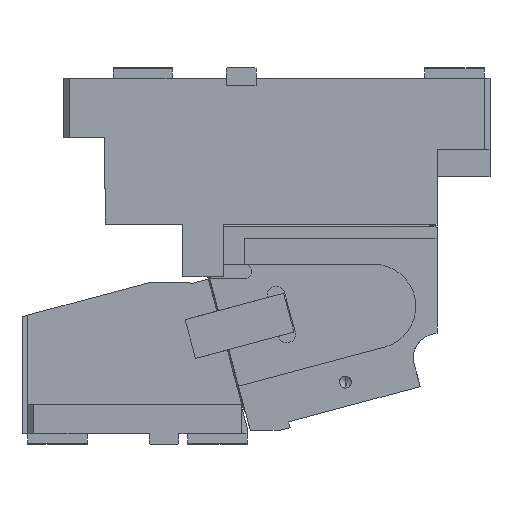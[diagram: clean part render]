
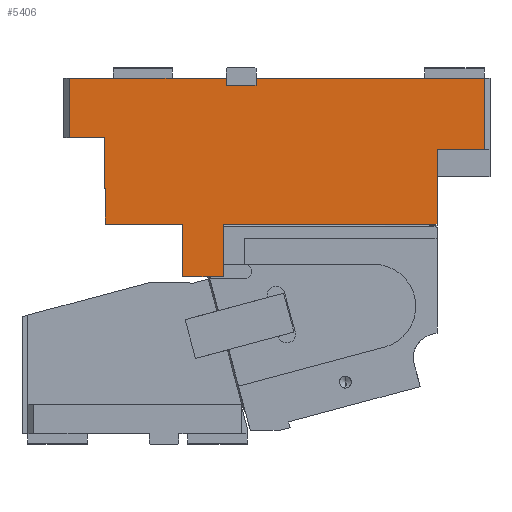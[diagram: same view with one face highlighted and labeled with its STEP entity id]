
A CAD part, front view. The second image highlights one B-rep face of the part: STEP entity #5406.
In plain terms, the highlighted planar face has unit normal (0, -1, 0).
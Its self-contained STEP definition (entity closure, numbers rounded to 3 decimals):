
#382=CARTESIAN_POINT('Vertex',(5.,-82.5,0.)) ;
#385=CARTESIAN_POINT('Line Origine',(71.25,-82.5,0.)) ;
#389=CARTESIAN_POINT('Vertex',(137.5,-82.5,0.)) ;
#1679=CARTESIAN_POINT('Vertex',(5.,-82.5,-50.)) ;
#1682=CARTESIAN_POINT('Line Origine',(5.,-82.5,-25.)) ;
#1778=CARTESIAN_POINT('Line Origine',(137.5,-82.5,-3.)) ;
#1782=CARTESIAN_POINT('Vertex',(137.5,-82.5,-6.)) ;
#1806=CARTESIAN_POINT('Vertex',(162.5,-82.5,0.)) ;
#1820=CARTESIAN_POINT('Vertex',(162.5,-82.5,-6.)) ;
#1823=CARTESIAN_POINT('Line Origine',(162.5,-82.5,-3.)) ;
#1840=CARTESIAN_POINT('Line Origine',(150.,-82.5,-6.)) ;
#3161=CARTESIAN_POINT('Vertex',(35.27,-82.5,-93.08)) ;
#3166=CARTESIAN_POINT('Line Origine',(35.135,-82.5,-93.08)) ;
#3170=CARTESIAN_POINT('Vertex',(35.,-82.5,-93.08)) ;
#4052=CARTESIAN_POINT('Line Origine',(355.,-82.5,-30.05)) ;
#4056=CARTESIAN_POINT('Vertex',(355.,-82.5,-60.1)) ;
#4058=CARTESIAN_POINT('Vertex',(355.,-82.5,0.)) ;
#4279=CARTESIAN_POINT('Vertex',(315.27,-82.5,-60.1)) ;
#4289=CARTESIAN_POINT('Line Origine',(335.135,-82.5,-60.1)) ;
#4373=CARTESIAN_POINT('Line Origine',(258.75,-82.5,0.)) ;
#5075=CARTESIAN_POINT('Vertex',(100.77,-82.5,-123.08)) ;
#5078=CARTESIAN_POINT('Line Origine',(68.02,-82.5,-123.08)) ;
#5082=CARTESIAN_POINT('Vertex',(35.27,-82.5,-123.08)) ;
#5141=CARTESIAN_POINT('Vertex',(315.27,-82.5,-123.08)) ;
#5144=CARTESIAN_POINT('Line Origine',(225.02,-82.5,-123.08)) ;
#5148=CARTESIAN_POINT('Vertex',(134.77,-82.5,-123.08)) ;
#5233=CARTESIAN_POINT('Line Origine',(134.77,-82.5,-145.33)) ;
#5237=CARTESIAN_POINT('Vertex',(134.77,-82.5,-167.58)) ;
#5279=CARTESIAN_POINT('Vertex',(100.77,-82.5,-167.58)) ;
#5287=CARTESIAN_POINT('Line Origine',(117.77,-82.5,-167.58)) ;
#5345=CARTESIAN_POINT('Line Origine',(100.77,-82.5,-145.33)) ;
#5359=CARTESIAN_POINT('Axis2P3D Location',(0.,-82.5,0.)) ;
#5364=CARTESIAN_POINT('Line Origine',(20.,-82.5,-50.)) ;
#5368=CARTESIAN_POINT('Vertex',(35.,-82.5,-50.)) ;
#5371=CARTESIAN_POINT('Line Origine',(35.,-82.5,-71.54)) ;
#5376=CARTESIAN_POINT('Line Origine',(35.27,-82.5,-108.08)) ;
#5381=CARTESIAN_POINT('Line Origine',(315.27,-82.5,-91.59)) ;
#386=DIRECTION('Vector Direction',(1.,0.,0.)) ;
#1683=DIRECTION('Vector Direction',(0.,0.,-1.)) ;
#1779=DIRECTION('Vector Direction',(0.,0.,1.)) ;
#1824=DIRECTION('Vector Direction',(0.,0.,-1.)) ;
#1841=DIRECTION('Vector Direction',(1.,0.,0.)) ;
#3167=DIRECTION('Vector Direction',(-1.,0.,0.)) ;
#4053=DIRECTION('Vector Direction',(0.,0.,1.)) ;
#4290=DIRECTION('Vector Direction',(1.,0.,0.)) ;
#4374=DIRECTION('Vector Direction',(1.,0.,0.)) ;
#5079=DIRECTION('Vector Direction',(-1.,0.,0.)) ;
#5145=DIRECTION('Vector Direction',(-1.,0.,0.)) ;
#5234=DIRECTION('Vector Direction',(0.,0.,1.)) ;
#5288=DIRECTION('Vector Direction',(1.,0.,0.)) ;
#5346=DIRECTION('Vector Direction',(0.,0.,1.)) ;
#5360=DIRECTION('Axis2P3D Direction',(0.,1.,0.)) ;
#5361=DIRECTION('Axis2P3D XDirection',(0.,0.,1.)) ;
#5365=DIRECTION('Vector Direction',(1.,0.,0.)) ;
#5372=DIRECTION('Vector Direction',(0.,0.,-1.)) ;
#5377=DIRECTION('Vector Direction',(0.,0.,1.)) ;
#5382=DIRECTION('Vector Direction',(0.,0.,-1.)) ;
#5362=AXIS2_PLACEMENT_3D('Plane Axis2P3D',#5359,#5360,#5361) ;
#5387=ORIENTED_EDGE('',*,*,#5370,.T.) ;
#5388=ORIENTED_EDGE('',*,*,#5375,.T.) ;
#5389=ORIENTED_EDGE('',*,*,#3172,.F.) ;
#5390=ORIENTED_EDGE('',*,*,#5380,.T.) ;
#5391=ORIENTED_EDGE('',*,*,#5084,.T.) ;
#5392=ORIENTED_EDGE('',*,*,#5349,.F.) ;
#5393=ORIENTED_EDGE('',*,*,#5291,.T.) ;
#5394=ORIENTED_EDGE('',*,*,#5239,.T.) ;
#5395=ORIENTED_EDGE('',*,*,#5150,.T.) ;
#5396=ORIENTED_EDGE('',*,*,#5385,.T.) ;
#5397=ORIENTED_EDGE('',*,*,#4293,.T.) ;
#5398=ORIENTED_EDGE('',*,*,#4060,.T.) ;
#5399=ORIENTED_EDGE('',*,*,#4377,.F.) ;
#5400=ORIENTED_EDGE('',*,*,#1827,.T.) ;
#5401=ORIENTED_EDGE('',*,*,#1844,.F.) ;
#5402=ORIENTED_EDGE('',*,*,#1784,.T.) ;
#5403=ORIENTED_EDGE('',*,*,#391,.F.) ;
#5404=ORIENTED_EDGE('',*,*,#1686,.T.) ;
#387=VECTOR('Line Direction',#386,1.) ;
#1684=VECTOR('Line Direction',#1683,1.) ;
#1780=VECTOR('Line Direction',#1779,1.) ;
#1825=VECTOR('Line Direction',#1824,1.) ;
#1842=VECTOR('Line Direction',#1841,1.) ;
#3168=VECTOR('Line Direction',#3167,1.) ;
#4054=VECTOR('Line Direction',#4053,1.) ;
#4291=VECTOR('Line Direction',#4290,1.) ;
#4375=VECTOR('Line Direction',#4374,1.) ;
#5080=VECTOR('Line Direction',#5079,1.) ;
#5146=VECTOR('Line Direction',#5145,1.) ;
#5235=VECTOR('Line Direction',#5234,1.) ;
#5289=VECTOR('Line Direction',#5288,1.) ;
#5347=VECTOR('Line Direction',#5346,1.) ;
#5366=VECTOR('Line Direction',#5365,1.) ;
#5373=VECTOR('Line Direction',#5372,1.) ;
#5378=VECTOR('Line Direction',#5377,1.) ;
#5383=VECTOR('Line Direction',#5382,1.) ;
#5406=ADVANCED_FACE('CAM HOLDER',(#5405),#5363,.F.) ;
#391=EDGE_CURVE('',#383,#390,#388,.T.) ;
#1686=EDGE_CURVE('',#383,#1680,#1685,.T.) ;
#1784=EDGE_CURVE('',#1783,#390,#1781,.T.) ;
#1827=EDGE_CURVE('',#1807,#1821,#1826,.T.) ;
#1844=EDGE_CURVE('',#1783,#1821,#1843,.T.) ;
#3172=EDGE_CURVE('',#3162,#3171,#3169,.T.) ;
#4060=EDGE_CURVE('',#4057,#4059,#4055,.T.) ;
#4293=EDGE_CURVE('',#4280,#4057,#4292,.T.) ;
#4377=EDGE_CURVE('',#1807,#4059,#4376,.T.) ;
#5084=EDGE_CURVE('',#5083,#5076,#5081,.F.) ;
#5150=EDGE_CURVE('',#5149,#5142,#5147,.F.) ;
#5239=EDGE_CURVE('',#5238,#5149,#5236,.T.) ;
#5291=EDGE_CURVE('',#5280,#5238,#5290,.T.) ;
#5349=EDGE_CURVE('',#5280,#5076,#5348,.T.) ;
#5370=EDGE_CURVE('',#1680,#5369,#5367,.T.) ;
#5375=EDGE_CURVE('',#5369,#3171,#5374,.T.) ;
#5380=EDGE_CURVE('',#3162,#5083,#5379,.F.) ;
#5385=EDGE_CURVE('',#5142,#4280,#5384,.F.) ;
#5386=EDGE_LOOP('',(#5387,#5388,#5389,#5390,#5391,#5392,#5393,#5394,#5395,#5396,#5397,#5398,#5399,#5400,#5401,#5402,#5403,#5404)) ;
#5405=FACE_OUTER_BOUND('',#5386,.T.) ;
#388=LINE('Line',#385,#387) ;
#1685=LINE('Line',#1682,#1684) ;
#1781=LINE('Line',#1778,#1780) ;
#1826=LINE('Line',#1823,#1825) ;
#1843=LINE('Line',#1840,#1842) ;
#3169=LINE('Line',#3166,#3168) ;
#4055=LINE('Line',#4052,#4054) ;
#4292=LINE('Line',#4289,#4291) ;
#4376=LINE('Line',#4373,#4375) ;
#5081=LINE('Line',#5078,#5080) ;
#5147=LINE('Line',#5144,#5146) ;
#5236=LINE('Line',#5233,#5235) ;
#5290=LINE('Line',#5287,#5289) ;
#5348=LINE('Line',#5345,#5347) ;
#5367=LINE('Line',#5364,#5366) ;
#5374=LINE('Line',#5371,#5373) ;
#5379=LINE('Line',#5376,#5378) ;
#5384=LINE('Line',#5381,#5383) ;
#5363=PLANE('Plane',#5362) ;
#383=VERTEX_POINT('',#382) ;
#390=VERTEX_POINT('',#389) ;
#1680=VERTEX_POINT('',#1679) ;
#1783=VERTEX_POINT('',#1782) ;
#1807=VERTEX_POINT('',#1806) ;
#1821=VERTEX_POINT('',#1820) ;
#3162=VERTEX_POINT('',#3161) ;
#3171=VERTEX_POINT('',#3170) ;
#4057=VERTEX_POINT('',#4056) ;
#4059=VERTEX_POINT('',#4058) ;
#4280=VERTEX_POINT('',#4279) ;
#5076=VERTEX_POINT('',#5075) ;
#5083=VERTEX_POINT('',#5082) ;
#5142=VERTEX_POINT('',#5141) ;
#5149=VERTEX_POINT('',#5148) ;
#5238=VERTEX_POINT('',#5237) ;
#5280=VERTEX_POINT('',#5279) ;
#5369=VERTEX_POINT('',#5368) ;
